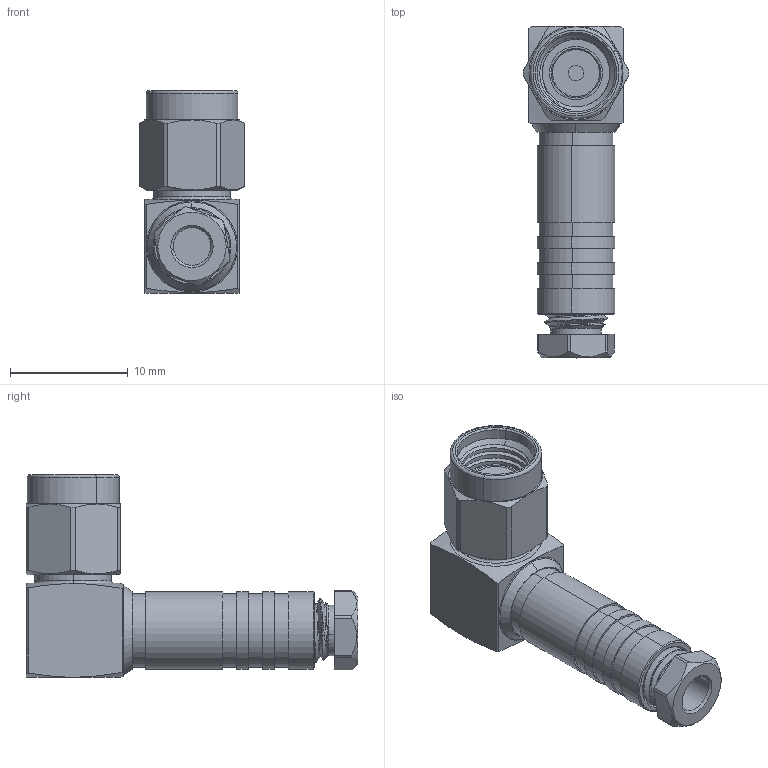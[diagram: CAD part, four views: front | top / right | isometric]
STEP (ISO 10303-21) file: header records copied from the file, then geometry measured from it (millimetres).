
FILE_DESCRIPTION (( 'STEP AP214' ), '1' );
FILE_NAME ('31-112-J3-AD.STEP', '2026-02-23T17:03:26', ( '' ), ( '' ), 'SwSTEP 2.0', 'SolidWorks 2025', '' );
FILE_SCHEMA (( 'AUTOMOTIVE_DESIGN' ));
Length unit declared in the file: millimetre
Products named in the file (1): 31-112-J3-AD
Bounding box: 9 x 28.2 x 17.25 mm (x, y, z)
Surface area: 1342 mm2 (no closed solid volume)
Topology: 0 solids, 7 shells, 193 faces, 639 edges, 464 vertices
Faces by surface type: cone 69, plane 59, cylinder 54, torus 6, bspline 5
Entity records: 8588 total; most frequent: CARTESIAN_POINT 3434, DIRECTION 1015, ORIENTED_EDGE 1008, EDGE_CURVE 639, VERTEX_POINT 464, AXIS2_PLACEMENT_3D 420, CIRCLE 231, EDGE_LOOP 211
